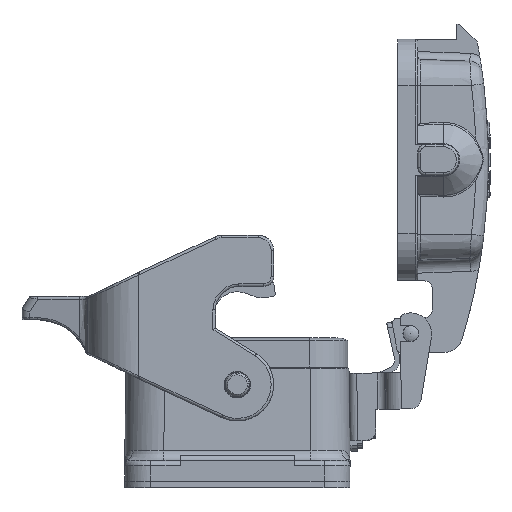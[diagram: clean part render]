
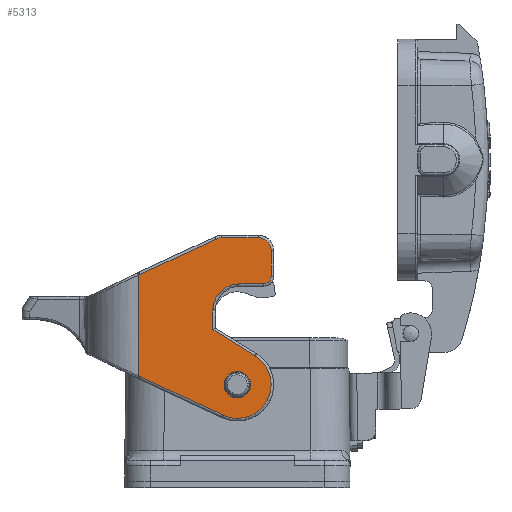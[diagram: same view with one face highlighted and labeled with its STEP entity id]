
A CAD part, left-side view. The second image highlights one B-rep face of the part: STEP entity #5313.
In plain terms, the highlighted planar face has unit normal (-1, 0, 0).
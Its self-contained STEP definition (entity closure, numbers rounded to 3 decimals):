
#4161=FACE_BOUND('',#7397,.T.);
#4162=FACE_BOUND('',#7398,.T.);
#4545=PLANE('',#25575);
#5313=ADVANCED_FACE('',(#4161,#4162),#4545,.F.);
#7397=EDGE_LOOP('',(#10713));
#7398=EDGE_LOOP('',(#10714,#10715,#10716,#10717,#10718,#10719,#10720,#10721,
#10722,#10723,#10724,#10725,#10726,#10727,#10728));
#10713=ORIENTED_EDGE('',*,*,#16031,.F.);
#10714=ORIENTED_EDGE('',*,*,#16302,.F.);
#10715=ORIENTED_EDGE('',*,*,#16294,.T.);
#10716=ORIENTED_EDGE('',*,*,#16297,.T.);
#10717=ORIENTED_EDGE('',*,*,#16299,.T.);
#10718=ORIENTED_EDGE('',*,*,#16301,.T.);
#10719=ORIENTED_EDGE('',*,*,#16218,.T.);
#10720=ORIENTED_EDGE('',*,*,#16220,.T.);
#10721=ORIENTED_EDGE('',*,*,#16222,.T.);
#10722=ORIENTED_EDGE('',*,*,#16224,.T.);
#10723=ORIENTED_EDGE('',*,*,#16226,.T.);
#10724=ORIENTED_EDGE('',*,*,#16228,.T.);
#10725=ORIENTED_EDGE('',*,*,#16233,.T.);
#10726=ORIENTED_EDGE('',*,*,#16237,.T.);
#10727=ORIENTED_EDGE('',*,*,#16241,.T.);
#10728=ORIENTED_EDGE('',*,*,#16303,.F.);
#13947=VERTEX_POINT('',#37580);
#14073=VERTEX_POINT('',#38199);
#14074=VERTEX_POINT('',#38201);
#14075=VERTEX_POINT('',#38205);
#14076=VERTEX_POINT('',#38209);
#14077=VERTEX_POINT('',#38213);
#14078=VERTEX_POINT('',#38217);
#14079=VERTEX_POINT('',#38221);
#14082=VERTEX_POINT('',#38231);
#14084=VERTEX_POINT('',#38244);
#14086=VERTEX_POINT('',#38258);
#14115=VERTEX_POINT('',#38737);
#14116=VERTEX_POINT('',#38738);
#14117=VERTEX_POINT('',#38748);
#14118=VERTEX_POINT('',#38776);
#14119=VERTEX_POINT('',#38790);
#16031=EDGE_CURVE('',#13947,#13947,#18440,.T.);
#16218=EDGE_CURVE('',#14073,#14074,#18470,.T.);
#16220=EDGE_CURVE('',#14074,#14075,#20822,.T.);
#16222=EDGE_CURVE('',#14075,#14076,#18473,.T.);
#16224=EDGE_CURVE('',#14076,#14077,#20823,.T.);
#16226=EDGE_CURVE('',#14077,#14078,#18476,.T.);
#16228=EDGE_CURVE('',#14078,#14079,#20824,.T.);
#16233=EDGE_CURVE('',#14079,#14082,#18482,.T.);
#16237=EDGE_CURVE('',#14082,#14084,#18050,.T.);
#16241=EDGE_CURVE('',#14084,#14086,#18052,.T.);
#16294=EDGE_CURVE('',#14115,#14116,#20839,.T.);
#16297=EDGE_CURVE('',#14116,#14117,#18503,.T.);
#16299=EDGE_CURVE('',#14117,#14118,#20840,.T.);
#16301=EDGE_CURVE('',#14118,#14073,#20841,.T.);
#16302=EDGE_CURVE('',#14115,#14119,#18076,.T.);
#16303=EDGE_CURVE('',#14119,#14086,#20842,.T.);
#18050=B_SPLINE_CURVE_WITH_KNOTS('',3,(#38245,#38246,#38247,#38248),
 .UNSPECIFIED.,.F.,.F.,(4,4),(0.,1.),.UNSPECIFIED.);
#18052=B_SPLINE_CURVE_WITH_KNOTS('',3,(#38259,#38260,#38261,#38262),
 .UNSPECIFIED.,.F.,.F.,(4,4),(0.,1.),.UNSPECIFIED.);
#18076=B_SPLINE_CURVE_WITH_KNOTS('',3,(#38786,#38787,#38788,#38789),
 .UNSPECIFIED.,.F.,.F.,(4,4),(0.,1.),.UNSPECIFIED.);
#18440=CIRCLE('',#25419,2.55);
#18470=CIRCLE('',#25514,5.);
#18473=CIRCLE('',#25519,1.5);
#18476=CIRCLE('',#25524,2.5);
#18482=CIRCLE('',#25533,2.5);
#18503=CIRCLE('',#25571,6.5);
#20822=LINE('',#38206,#22355);
#20823=LINE('',#38214,#22356);
#20824=LINE('',#38222,#22357);
#20839=LINE('',#38736,#22372);
#20840=LINE('',#38775,#22373);
#20841=LINE('',#38784,#22374);
#20842=LINE('',#38791,#22375);
#22355=VECTOR('',#29011,1.);
#22356=VECTOR('',#29022,1.);
#22357=VECTOR('',#29033,1.);
#22372=VECTOR('',#29132,1.);
#22373=VECTOR('',#29141,1.);
#22374=VECTOR('',#29144,1.);
#22375=VECTOR('',#29147,1.);
#25419=AXIS2_PLACEMENT_3D('',#37579,#28710,#28711);
#25514=AXIS2_PLACEMENT_3D('',#38202,#29005,#29006);
#25519=AXIS2_PLACEMENT_3D('',#38210,#29016,#29017);
#25524=AXIS2_PLACEMENT_3D('',#38218,#29027,#29028);
#25533=AXIS2_PLACEMENT_3D('',#38232,#29046,#29047);
#25571=AXIS2_PLACEMENT_3D('',#38747,#29137,#29138);
#25575=AXIS2_PLACEMENT_3D('',#38792,#29148,#29149);
#28710=DIRECTION('',(-1.,0.,0.));
#28711=DIRECTION('',(0.,-1.,0.));
#29005=DIRECTION('',(1.,0.,0.));
#29006=DIRECTION('',(0.,1.,0.));
#29011=DIRECTION('',(0.,-1.,0.));
#29016=DIRECTION('',(-1.,0.,0.));
#29017=DIRECTION('',(0.,1.,0.));
#29022=DIRECTION('',(0.,0.,1.));
#29027=DIRECTION('',(-1.,0.,0.));
#29028=DIRECTION('',(0.,1.,0.));
#29033=DIRECTION('',(0.,1.,0.));
#29046=DIRECTION('',(-1.,0.,0.));
#29047=DIRECTION('',(0.,1.,0.));
#29132=DIRECTION('',(0.,-0.906,-0.423));
#29137=DIRECTION('',(-1.,0.,0.));
#29138=DIRECTION('',(0.,-0.53,0.848));
#29141=DIRECTION('',(0.,0.848,0.53));
#29144=DIRECTION('',(0.,0.,1.));
#29147=DIRECTION('',(0.,0.,1.));
#29148=DIRECTION('',(1.,0.,0.));
#29149=DIRECTION('',(0.,-1.,0.));
#37579=CARTESIAN_POINT('',(-54.4,0.,2.55));
#37580=CARTESIAN_POINT('',(-54.4,-2.55,2.55));
#38199=CARTESIAN_POINT('',(-54.4,4.7,16.95));
#38201=CARTESIAN_POINT('',(-54.4,-0.3,21.95));
#38202=CARTESIAN_POINT('',(-54.4,-0.3,16.95));
#38205=CARTESIAN_POINT('',(-54.4,-5.,21.95));
#38206=CARTESIAN_POINT('',(-54.4,20.,21.95));
#38209=CARTESIAN_POINT('',(-54.4,-6.5,23.45));
#38210=CARTESIAN_POINT('',(-54.4,-5.,23.45));
#38213=CARTESIAN_POINT('',(-54.4,-6.5,28.35));
#38214=CARTESIAN_POINT('',(-54.4,-6.5,32.245));
#38217=CARTESIAN_POINT('',(-54.4,-4.,30.85));
#38218=CARTESIAN_POINT('',(-54.4,-4.,28.35));
#38221=CARTESIAN_POINT('',(-54.4,3.03,30.85));
#38222=CARTESIAN_POINT('',(-54.4,20.,30.85));
#38231=CARTESIAN_POINT('',(-54.4,4.086,30.616));
#38232=CARTESIAN_POINT('',(-54.4,3.03,28.35));
#38244=CARTESIAN_POINT('',(-54.4,18.785,23.762));
#38245=CARTESIAN_POINT('',(-54.4,4.086,30.616));
#38246=CARTESIAN_POINT('',(-54.4,8.984,28.332));
#38247=CARTESIAN_POINT('',(-54.4,13.883,26.048));
#38248=CARTESIAN_POINT('',(-54.4,18.781,23.764));
#38258=CARTESIAN_POINT('',(-54.4,19.,23.655));
#38259=CARTESIAN_POINT('',(-54.4,18.781,23.764));
#38260=CARTESIAN_POINT('',(-54.4,18.854,23.728));
#38261=CARTESIAN_POINT('',(-54.4,18.927,23.692));
#38262=CARTESIAN_POINT('',(-54.4,19.,23.657));
#38736=CARTESIAN_POINT('',(-54.4,2.747,-3.341));
#38737=CARTESIAN_POINT('',(-54.4,18.781,4.136));
#38738=CARTESIAN_POINT('',(-54.4,2.747,-3.341));
#38747=CARTESIAN_POINT('',(-54.4,0.,2.55));
#38748=CARTESIAN_POINT('',(-54.4,-3.444,8.062));
#38775=CARTESIAN_POINT('',(-54.4,4.7,13.152));
#38776=CARTESIAN_POINT('',(-54.4,4.7,13.152));
#38784=CARTESIAN_POINT('',(-54.4,4.7,16.95));
#38786=CARTESIAN_POINT('',(-54.4,18.781,4.136));
#38787=CARTESIAN_POINT('',(-54.4,18.854,4.171));
#38788=CARTESIAN_POINT('',(-54.4,18.927,4.207));
#38789=CARTESIAN_POINT('',(-54.4,19.,4.242));
#38790=CARTESIAN_POINT('',(-54.4,19.,4.244));
#38791=CARTESIAN_POINT('',(-54.4,19.,4.245));
#38792=CARTESIAN_POINT('',(-54.4,20.,32.245));
